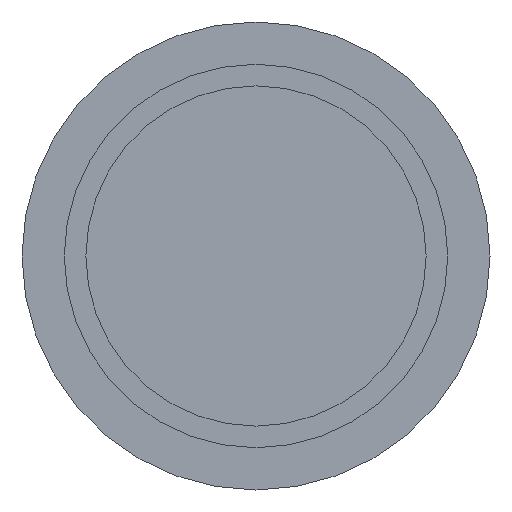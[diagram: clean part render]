
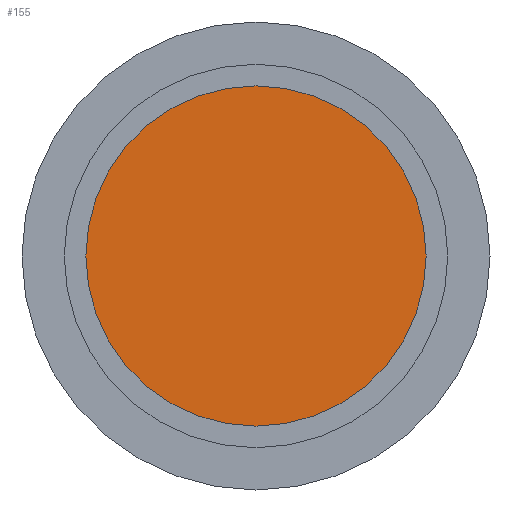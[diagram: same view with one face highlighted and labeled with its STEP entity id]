
A CAD part, left-side view. The second image highlights one B-rep face of the part: STEP entity #155.
In plain terms, the highlighted planar face has unit normal (-1, 0, 0).
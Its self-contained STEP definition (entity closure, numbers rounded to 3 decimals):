
#1 = DIRECTION ( 'NONE',  ( 0., 0., 1. ) ) ;
#35 = DIRECTION ( 'NONE',  ( 0., 0., -1. ) ) ;
#37 = AXIS2_PLACEMENT_3D ( 'NONE', #360, #445, #35 ) ;
#55 = CARTESIAN_POINT ( 'NONE',  ( -10.668, -22.368, 43.25 ) ) ;
#67 = CARTESIAN_POINT ( 'NONE',  ( -10.668, -22.368, -43.25 ) ) ;
#100 = EDGE_CURVE ( 'NONE', #452, #107, #424, .T. ) ;
#107 = VERTEX_POINT ( 'NONE', #67 ) ;
#142 = AXIS2_PLACEMENT_3D ( 'NONE', #365, #435, #400 ) ;
#151 = CARTESIAN_POINT ( 'NONE',  ( -10.668, -22.368, 0. ) ) ;
#155 = ADVANCED_FACE ( 'NONE', ( #441 ), #482, .F. ) ;
#256 = ORIENTED_EDGE ( 'NONE', *, *, #334, .T. ) ;
#285 = AXIS2_PLACEMENT_3D ( 'NONE', #151, #300, #1 ) ;
#300 = DIRECTION ( 'NONE',  ( -1., 0., 0. ) ) ;
#332 = CIRCLE ( 'NONE', #285, 43.25 ) ;
#334 = EDGE_CURVE ( 'NONE', #107, #452, #332, .T. ) ;
#360 = CARTESIAN_POINT ( 'NONE',  ( -10.668, 0., 0. ) ) ;
#365 = CARTESIAN_POINT ( 'NONE',  ( -10.668, -22.368, 0. ) ) ;
#400 = DIRECTION ( 'NONE',  ( 0., 0., 1. ) ) ;
#404 = EDGE_LOOP ( 'NONE', ( #428, #256 ) ) ;
#424 = CIRCLE ( 'NONE', #142, 43.25 ) ;
#428 = ORIENTED_EDGE ( 'NONE', *, *, #100, .T. ) ;
#435 = DIRECTION ( 'NONE',  ( -1., 0., 0. ) ) ;
#441 = FACE_OUTER_BOUND ( 'NONE', #404, .T. ) ;
#445 = DIRECTION ( 'NONE',  ( 1., 0., 0. ) ) ;
#452 = VERTEX_POINT ( 'NONE', #55 ) ;
#482 = PLANE ( 'NONE',  #37 ) ;
